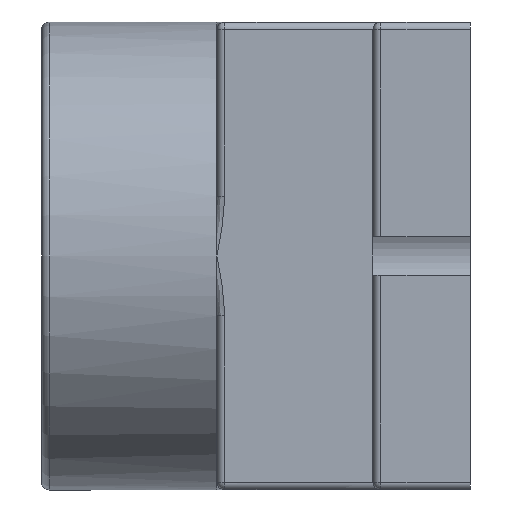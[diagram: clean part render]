
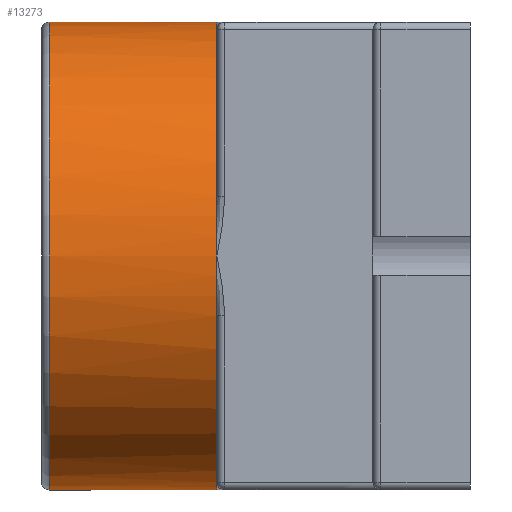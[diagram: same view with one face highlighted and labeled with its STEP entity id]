
A CAD part, left-side view. The second image highlights one B-rep face of the part: STEP entity #13273.
In plain terms, the highlighted cylindrical face has radius 6 mm (diameter 12 mm), a partial arc.
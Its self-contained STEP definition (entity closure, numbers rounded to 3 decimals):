
#231 = EDGE_CURVE ( 'NONE', #7509, #13288, #7772, .T. ) ;
#668 = ORIENTED_EDGE ( 'NONE', *, *, #13824, .T. ) ;
#1025 = FACE_OUTER_BOUND ( 'NONE', #4159, .T. ) ;
#1092 = DIRECTION ( 'NONE',  ( 0., 1., 0. ) ) ;
#1406 = DIRECTION ( 'NONE',  ( 0., 0., 1. ) ) ;
#1573 = ORIENTED_EDGE ( 'NONE', *, *, #5489, .T. ) ;
#1856 = CARTESIAN_POINT ( 'NONE',  ( 6., 27., 6. ) ) ;
#2125 = EDGE_CURVE ( 'NONE', #12990, #13288, #13849, .T. ) ;
#2314 = AXIS2_PLACEMENT_3D ( 'NONE', #1856, #13585, #5909 ) ;
#2578 = DIRECTION ( 'NONE',  ( 0., 1., 0. ) ) ;
#2645 = CIRCLE ( 'NONE', #5220, 6. ) ;
#2859 = CARTESIAN_POINT ( 'NONE',  ( 6., 26.8, 12. ) ) ;
#2904 = CARTESIAN_POINT ( 'NONE',  ( 0., 22.5, 6. ) ) ;
#2993 = CARTESIAN_POINT ( 'NONE',  ( 6., 26.8, 0. ) ) ;
#3314 = CIRCLE ( 'NONE', #13762, 6. ) ;
#3381 = CARTESIAN_POINT ( 'NONE',  ( 6., 27., 12. ) ) ;
#3460 = CARTESIAN_POINT ( 'NONE',  ( 6., 22.5, 6. ) ) ;
#3681 = CARTESIAN_POINT ( 'NONE',  ( 6., 22.5, 6. ) ) ;
#3780 = VERTEX_POINT ( 'NONE', #2993 ) ;
#3790 = VERTEX_POINT ( 'NONE', #9433 ) ;
#4159 = EDGE_LOOP ( 'NONE', ( #7939, #1573, #668, #8257, #5937, #15695, #6879, #15635, #13019 ) ) ;
#4365 = DIRECTION ( 'NONE',  ( 0., 1., 0. ) ) ;
#4949 = CARTESIAN_POINT ( 'NONE',  ( 0.2, 22.5, 7.536 ) ) ;
#5220 = AXIS2_PLACEMENT_3D ( 'NONE', #3460, #13757, #8674 ) ;
#5489 = EDGE_CURVE ( 'NONE', #7509, #3780, #6868, .T. ) ;
#5909 = DIRECTION ( 'NONE',  ( 0., 0., -1. ) ) ;
#5937 = ORIENTED_EDGE ( 'NONE', *, *, #7711, .T. ) ;
#6055 = CARTESIAN_POINT ( 'NONE',  ( 6., 22.5, 6. ) ) ;
#6214 = AXIS2_PLACEMENT_3D ( 'NONE', #15159, #16548, #9902 ) ;
#6512 = EDGE_CURVE ( 'NONE', #15649, #14266, #16239, .T. ) ;
#6722 = CARTESIAN_POINT ( 'NONE',  ( 4.464, 22.5, 11.8 ) ) ;
#6868 = CIRCLE ( 'NONE', #6214, 6. ) ;
#6879 = ORIENTED_EDGE ( 'NONE', *, *, #8157, .T. ) ;
#7125 = DIRECTION ( 'NONE',  ( 0., 0., 1. ) ) ;
#7353 = AXIS2_PLACEMENT_3D ( 'NONE', #13517, #4365, #7125 ) ;
#7419 = AXIS2_PLACEMENT_3D ( 'NONE', #3681, #1092, #15600 ) ;
#7509 = VERTEX_POINT ( 'NONE', #2859 ) ;
#7711 = EDGE_CURVE ( 'NONE', #3790, #15649, #9935, .T. ) ;
#7772 = LINE ( 'NONE', #3381, #15930 ) ;
#7939 = ORIENTED_EDGE ( 'NONE', *, *, #231, .F. ) ;
#8157 = EDGE_CURVE ( 'NONE', #14266, #15369, #12795, .T. ) ;
#8188 = DIRECTION ( 'NONE',  ( 0., -1., 0. ) ) ;
#8257 = ORIENTED_EDGE ( 'NONE', *, *, #12623, .T. ) ;
#8321 = CARTESIAN_POINT ( 'NONE',  ( 6., 22.5, 12. ) ) ;
#8646 = DIRECTION ( 'NONE',  ( 0., -1., 0. ) ) ;
#8674 = DIRECTION ( 'NONE',  ( 0., 0., 1. ) ) ;
#9238 = CARTESIAN_POINT ( 'NONE',  ( 6., 22.5, 6. ) ) ;
#9433 = CARTESIAN_POINT ( 'NONE',  ( 4.464, 22.5, 0.2 ) ) ;
#9648 = CARTESIAN_POINT ( 'NONE',  ( 6., 22.5, 6. ) ) ;
#9902 = DIRECTION ( 'NONE',  ( 0., 0., 1. ) ) ;
#9935 = CIRCLE ( 'NONE', #7353, 6. ) ;
#10487 = CARTESIAN_POINT ( 'NONE',  ( 6., 22.5, 0. ) ) ;
#10959 = DIRECTION ( 'NONE',  ( 0., 0., 1. ) ) ;
#11668 = LINE ( 'NONE', #13340, #12241 ) ;
#12241 = VECTOR ( 'NONE', #8188, 1000. ) ;
#12623 = EDGE_CURVE ( 'NONE', #14240, #3790, #3314, .T. ) ;
#12649 = AXIS2_PLACEMENT_3D ( 'NONE', #9648, #13507, #10959 ) ;
#12795 = CIRCLE ( 'NONE', #12649, 6. ) ;
#12990 = VERTEX_POINT ( 'NONE', #6722 ) ;
#13019 = ORIENTED_EDGE ( 'NONE', *, *, #2125, .T. ) ;
#13062 = CYLINDRICAL_SURFACE ( 'NONE', #2314, 6. ) ;
#13273 = ADVANCED_FACE ( 'NONE', ( #1025 ), #13062, .T. ) ;
#13288 = VERTEX_POINT ( 'NONE', #8321 ) ;
#13340 = CARTESIAN_POINT ( 'NONE',  ( 6., 27., 0. ) ) ;
#13390 = AXIS2_PLACEMENT_3D ( 'NONE', #9238, #2578, #1406 ) ;
#13507 = DIRECTION ( 'NONE',  ( 0., 1., 0. ) ) ;
#13517 = CARTESIAN_POINT ( 'NONE',  ( 6., 22.5, 6. ) ) ;
#13585 = DIRECTION ( 'NONE',  ( 0., -1., 0. ) ) ;
#13757 = DIRECTION ( 'NONE',  ( 0., 1., 0. ) ) ;
#13762 = AXIS2_PLACEMENT_3D ( 'NONE', #6055, #13904, #16568 ) ;
#13824 = EDGE_CURVE ( 'NONE', #3780, #14240, #11668, .T. ) ;
#13849 = CIRCLE ( 'NONE', #7419, 6. ) ;
#13904 = DIRECTION ( 'NONE',  ( 0., 1., 0. ) ) ;
#14240 = VERTEX_POINT ( 'NONE', #10487 ) ;
#14266 = VERTEX_POINT ( 'NONE', #2904 ) ;
#14687 = EDGE_CURVE ( 'NONE', #15369, #12990, #2645, .T. ) ;
#15159 = CARTESIAN_POINT ( 'NONE',  ( 6., 26.8, 6. ) ) ;
#15369 = VERTEX_POINT ( 'NONE', #4949 ) ;
#15600 = DIRECTION ( 'NONE',  ( 0., 0., 1. ) ) ;
#15635 = ORIENTED_EDGE ( 'NONE', *, *, #14687, .T. ) ;
#15649 = VERTEX_POINT ( 'NONE', #16014 ) ;
#15695 = ORIENTED_EDGE ( 'NONE', *, *, #6512, .T. ) ;
#15930 = VECTOR ( 'NONE', #8646, 1000. ) ;
#16014 = CARTESIAN_POINT ( 'NONE',  ( 0.2, 22.5, 4.464 ) ) ;
#16239 = CIRCLE ( 'NONE', #13390, 6. ) ;
#16548 = DIRECTION ( 'NONE',  ( 0., -1., 0. ) ) ;
#16568 = DIRECTION ( 'NONE',  ( 0., 0., 1. ) ) ;
